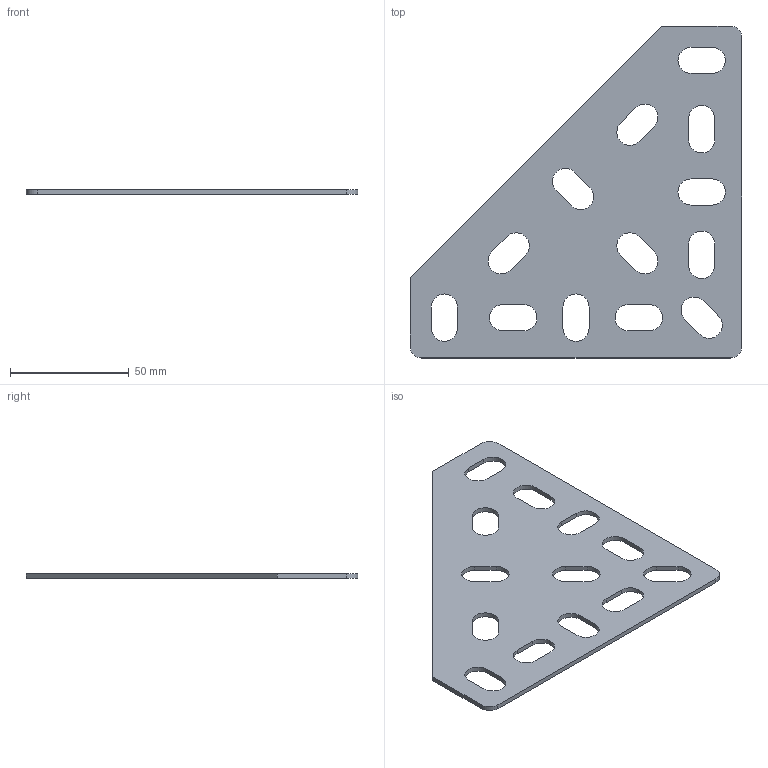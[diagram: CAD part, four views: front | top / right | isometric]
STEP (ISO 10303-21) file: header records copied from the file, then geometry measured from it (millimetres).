
FILE_DESCRIPTION(/* description */ (''),/* implementation_level */ '2;1');
FILE_NAME(/* name */ 'BTM.stp',/* time_stamp */ '2023-12-11T14:59:40+01:00',/* author */ ('piotr.duda'),/* organization */ (''),/* preprocessor_version */ 'ST-DEVELOPER v19.2',/* originating_system */ 'Autodesk Inventor 2024',/* authorisation */ '');
FILE_SCHEMA (('AUTOMOTIVE_DESIGN { 1 0 10303 214 3 1 1 }'));
Length unit declared in the file: millimetre
Products named in the file (1): Część13
Bounding box: 140 x 140 x 2 mm (x, y, z)
Volume: 22886.9 mm3; surface area: 25236.4 mm2
Topology: 1 solids, 1 shells, 62 faces, 180 edges, 120 vertices
Faces by surface type: plane 33, cylinder 29
Entity records: 2157 total; most frequent: DIRECTION 364, CARTESIAN_POINT 363, ORIENTED_EDGE 360, EDGE_CURVE 180, LINE 122, VECTOR 122, AXIS2_PLACEMENT_3D 121, VERTEX_POINT 120
